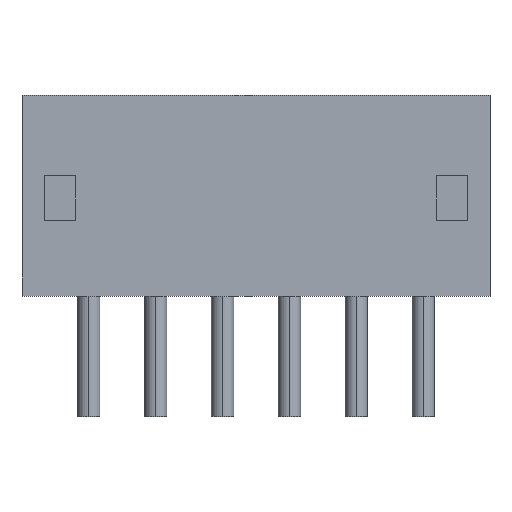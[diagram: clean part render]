
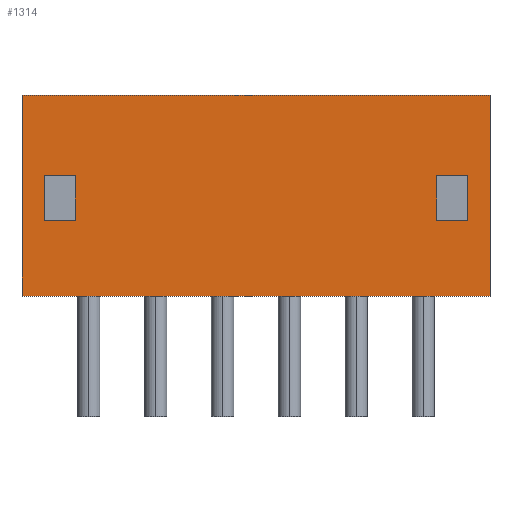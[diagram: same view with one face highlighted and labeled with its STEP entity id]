
A CAD part, top view. The second image highlights one B-rep face of the part: STEP entity #1314.
In plain terms, the highlighted planar face has unit normal (0, 0, 1).
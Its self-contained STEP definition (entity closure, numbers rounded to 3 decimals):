
#155 = DIRECTION ( 'NONE',  ( -1., 0., 0. ) ) ;
#156 = VECTOR ( 'NONE', #155, 1000. ) ;
#157 = CARTESIAN_POINT ( 'NONE',  ( 5.25, 4.5, 0. ) ) ;
#158 = LINE ( 'NONE', #157, #156 ) ;
#163 = CARTESIAN_POINT ( 'NONE',  ( -5.25, 4.5, 0. ) ) ;
#330 = DIRECTION ( 'NONE',  ( 0., -1., 0. ) ) ;
#331 = VECTOR ( 'NONE', #330, 1000. ) ;
#332 = CARTESIAN_POINT ( 'NONE',  ( 5.25, 0., 0. ) ) ;
#333 = LINE ( 'NONE', #332, #331 ) ;
#335 = CARTESIAN_POINT ( 'NONE',  ( 5.25, 0., 0. ) ) ;
#336 = DIRECTION ( 'NONE',  ( -1., 0., 0. ) ) ;
#337 = VECTOR ( 'NONE', #336, 1000. ) ;
#338 = CARTESIAN_POINT ( 'NONE',  ( 5.25, 0., 0. ) ) ;
#339 = LINE ( 'NONE', #338, #337 ) ;
#340 = CARTESIAN_POINT ( 'NONE',  ( -5.25, 0., 0. ) ) ;
#341 = DIRECTION ( 'NONE',  ( 0., -1., 0. ) ) ;
#342 = VECTOR ( 'NONE', #341, 1000. ) ;
#343 = CARTESIAN_POINT ( 'NONE',  ( -5.25, 0., 0. ) ) ;
#344 = LINE ( 'NONE', #343, #342 ) ;
#345 = DIRECTION ( 'NONE',  ( -1., 0., 0. ) ) ;
#346 = VECTOR ( 'NONE', #345, 1000. ) ;
#347 = CARTESIAN_POINT ( 'NONE',  ( -4.75, 2.7, 0. ) ) ;
#348 = LINE ( 'NONE', #347, #346 ) ;
#402 = CARTESIAN_POINT ( 'NONE',  ( -4.75, 1.7, 0. ) ) ;
#403 = DIRECTION ( 'NONE',  ( 1., 0., 0. ) ) ;
#404 = VECTOR ( 'NONE', #403, 1000. ) ;
#405 = CARTESIAN_POINT ( 'NONE',  ( -4.75, 1.7, 0. ) ) ;
#406 = LINE ( 'NONE', #405, #404 ) ;
#407 = CARTESIAN_POINT ( 'NONE',  ( -4.05, 2.7, 0. ) ) ;
#408 = CARTESIAN_POINT ( 'NONE',  ( -4.05, 1.7, 0. ) ) ;
#409 = DIRECTION ( 'NONE',  ( 0., 1., 0. ) ) ;
#410 = VECTOR ( 'NONE', #409, 1000. ) ;
#411 = CARTESIAN_POINT ( 'NONE',  ( -4.05, 2.7, 0. ) ) ;
#412 = LINE ( 'NONE', #411, #410 ) ;
#413 = DIRECTION ( 'NONE',  ( 1., 0., 0. ) ) ;
#414 = VECTOR ( 'NONE', #413, 1000. ) ;
#415 = CARTESIAN_POINT ( 'NONE',  ( 4.75, 1.7, 0. ) ) ;
#416 = LINE ( 'NONE', #415, #414 ) ;
#417 = CARTESIAN_POINT ( 'NONE',  ( 4.75, 1.7, 0. ) ) ;
#418 = DIRECTION ( 'NONE',  ( 0., 1., 0. ) ) ;
#419 = VECTOR ( 'NONE', #418, 1000. ) ;
#420 = CARTESIAN_POINT ( 'NONE',  ( 4.75, 2.7, 0. ) ) ;
#421 = LINE ( 'NONE', #420, #419 ) ;
#524 = DIRECTION ( 'NONE',  ( -1., 0., 0. ) ) ;
#525 = DIRECTION ( 'NONE',  ( 0., 0., -1. ) ) ;
#526 = CARTESIAN_POINT ( 'NONE',  ( 5.25, 0., 0. ) ) ;
#527 = AXIS2_PLACEMENT_3D ( 'NONE', #526, #525, #524 ) ;
#528 = PLANE ( 'NONE',  #527 ) ;
#1115 = ORIENTED_EDGE ( 'NONE', *, *, #1116, .F. ) ;
#1116 = EDGE_CURVE ( 'NONE', #1117, #1118, #1857, .T. ) ;
#1117 = VERTEX_POINT ( 'NONE', #1853 ) ;
#1118 = VERTEX_POINT ( 'NONE', #1852 ) ;
#1119 = ORIENTED_EDGE ( 'NONE', *, *, #1258, .F. ) ;
#1132 = VERTEX_POINT ( 'NONE', #2055 ) ;
#1254 = VERTEX_POINT ( 'NONE', #2392 ) ;
#1258 = EDGE_CURVE ( 'NONE', #1254, #1117, #2356, .T. ) ;
#1279 = EDGE_CURVE ( 'NONE', #1280, #1487, #2442, .T. ) ;
#1280 = VERTEX_POINT ( 'NONE', #2438 ) ;
#1281 = EDGE_LOOP ( 'NONE', ( #1517, #1520, #1523, #1525 ) ) ;
#1314 = ADVANCED_FACE ( 'NONE', ( #2503, #2502, #2501 ), #528, .F. ) ;
#1315 = EDGE_LOOP ( 'NONE', ( #1115, #1119, #1475, #1478 ) ) ;
#1401 = VERTEX_POINT ( 'NONE', #163 ) ;
#1404 = EDGE_CURVE ( 'NONE', #1132, #1401, #158, .T. ) ;
#1475 = ORIENTED_EDGE ( 'NONE', *, *, #1476, .F. ) ;
#1476 = EDGE_CURVE ( 'NONE', #1477, #1254, #421, .T. ) ;
#1477 = VERTEX_POINT ( 'NONE', #417 ) ;
#1478 = ORIENTED_EDGE ( 'NONE', *, *, #1479, .F. ) ;
#1479 = EDGE_CURVE ( 'NONE', #1118, #1477, #416, .T. ) ;
#1480 = EDGE_LOOP ( 'NONE', ( #1481, #1485, #1488, #1515 ) ) ;
#1481 = ORIENTED_EDGE ( 'NONE', *, *, #1482, .F. ) ;
#1482 = EDGE_CURVE ( 'NONE', #1483, #1484, #412, .T. ) ;
#1483 = VERTEX_POINT ( 'NONE', #408 ) ;
#1484 = VERTEX_POINT ( 'NONE', #407 ) ;
#1485 = ORIENTED_EDGE ( 'NONE', *, *, #1486, .F. ) ;
#1486 = EDGE_CURVE ( 'NONE', #1487, #1483, #406, .T. ) ;
#1487 = VERTEX_POINT ( 'NONE', #402 ) ;
#1488 = ORIENTED_EDGE ( 'NONE', *, *, #1279, .F. ) ;
#1515 = ORIENTED_EDGE ( 'NONE', *, *, #1516, .F. ) ;
#1516 = EDGE_CURVE ( 'NONE', #1484, #1280, #348, .T. ) ;
#1517 = ORIENTED_EDGE ( 'NONE', *, *, #1518, .T. ) ;
#1518 = EDGE_CURVE ( 'NONE', #1401, #1519, #344, .T. ) ;
#1519 = VERTEX_POINT ( 'NONE', #340 ) ;
#1520 = ORIENTED_EDGE ( 'NONE', *, *, #1521, .F. ) ;
#1521 = EDGE_CURVE ( 'NONE', #1522, #1519, #339, .T. ) ;
#1522 = VERTEX_POINT ( 'NONE', #335 ) ;
#1523 = ORIENTED_EDGE ( 'NONE', *, *, #1524, .F. ) ;
#1524 = EDGE_CURVE ( 'NONE', #1132, #1522, #333, .T. ) ;
#1525 = ORIENTED_EDGE ( 'NONE', *, *, #1404, .T. ) ;
#1852 = CARTESIAN_POINT ( 'NONE',  ( 4.05, 1.7, 0. ) ) ;
#1853 = CARTESIAN_POINT ( 'NONE',  ( 4.05, 2.7, 0. ) ) ;
#1854 = DIRECTION ( 'NONE',  ( 0., -1., 0. ) ) ;
#1855 = VECTOR ( 'NONE', #1854, 1000. ) ;
#1856 = CARTESIAN_POINT ( 'NONE',  ( 4.05, 2.7, 0. ) ) ;
#1857 = LINE ( 'NONE', #1856, #1855 ) ;
#2055 = CARTESIAN_POINT ( 'NONE',  ( 5.25, 4.5, 0. ) ) ;
#2353 = DIRECTION ( 'NONE',  ( -1., 0., 0. ) ) ;
#2354 = VECTOR ( 'NONE', #2353, 1000. ) ;
#2355 = CARTESIAN_POINT ( 'NONE',  ( 4.75, 2.7, 0. ) ) ;
#2356 = LINE ( 'NONE', #2355, #2354 ) ;
#2392 = CARTESIAN_POINT ( 'NONE',  ( 4.75, 2.7, 0. ) ) ;
#2438 = CARTESIAN_POINT ( 'NONE',  ( -4.75, 2.7, 0. ) ) ;
#2439 = DIRECTION ( 'NONE',  ( 0., -1., 0. ) ) ;
#2440 = VECTOR ( 'NONE', #2439, 1000. ) ;
#2441 = CARTESIAN_POINT ( 'NONE',  ( -4.75, 2.7, 0. ) ) ;
#2442 = LINE ( 'NONE', #2441, #2440 ) ;
#2501 = FACE_OUTER_BOUND ( 'NONE', #1281, .T. ) ;
#2502 = FACE_BOUND ( 'NONE', #1480, .T. ) ;
#2503 = FACE_BOUND ( 'NONE', #1315, .T. ) ;
